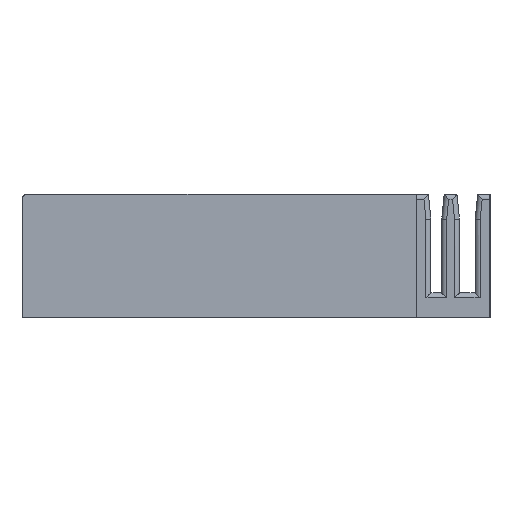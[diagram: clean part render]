
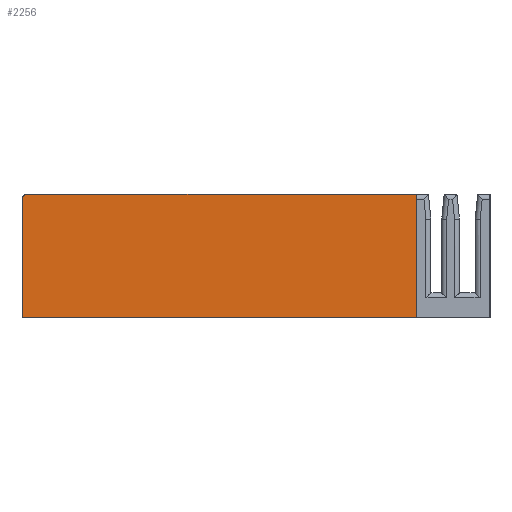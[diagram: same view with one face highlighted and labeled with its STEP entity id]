
A CAD part, left-side view. The second image highlights one B-rep face of the part: STEP entity #2256.
In plain terms, the highlighted planar face has unit normal (-1, 0, 0).
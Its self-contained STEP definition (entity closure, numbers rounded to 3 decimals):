
#1505 = VERTEX_POINT('',#1506);
#1506 = CARTESIAN_POINT('',(80.,95.,0.));
#1512 = EDGE_CURVE('',#1505,#1513,#1515,.T.);
#1513 = VERTEX_POINT('',#1514);
#1514 = CARTESIAN_POINT('',(80.,95.,24.));
#1515 = LINE('',#1516,#1517);
#1516 = CARTESIAN_POINT('',(80.,95.,0.));
#1517 = VECTOR('',#1518,1.);
#1518 = DIRECTION('',(0.,0.,1.));
#1824 = VERTEX_POINT('',#1825);
#1825 = CARTESIAN_POINT('',(80.,15.,0.));
#1831 = EDGE_CURVE('',#1824,#1505,#1832,.T.);
#1832 = LINE('',#1833,#1834);
#1833 = CARTESIAN_POINT('',(80.,15.,0.));
#1834 = VECTOR('',#1835,1.);
#1835 = DIRECTION('',(0.,1.,0.));
#1874 = VERTEX_POINT('',#1875);
#1875 = CARTESIAN_POINT('',(80.,15.,25.));
#1881 = EDGE_CURVE('',#1824,#1874,#1882,.T.);
#1882 = LINE('',#1883,#1884);
#1883 = CARTESIAN_POINT('',(80.,15.,0.));
#1884 = VECTOR('',#1885,1.);
#1885 = DIRECTION('',(0.,0.,1.));
#2144 = VERTEX_POINT('',#2145);
#2145 = CARTESIAN_POINT('',(80.,94.,25.));
#2151 = EDGE_CURVE('',#1874,#2144,#2152,.T.);
#2152 = LINE('',#2153,#2154);
#2153 = CARTESIAN_POINT('',(80.,15.,25.));
#2154 = VECTOR('',#2155,1.);
#2155 = DIRECTION('',(0.,1.,0.));
#2256 = ADVANCED_FACE('',(#2257),#2270,.T.);
#2257 = FACE_BOUND('',#2258,.T.);
#2258 = EDGE_LOOP('',(#2259,#2260,#2261,#2262,#2263));
#2259 = ORIENTED_EDGE('',*,*,#1512,.F.);
#2260 = ORIENTED_EDGE('',*,*,#1831,.F.);
#2261 = ORIENTED_EDGE('',*,*,#1881,.T.);
#2262 = ORIENTED_EDGE('',*,*,#2151,.T.);
#2263 = ORIENTED_EDGE('',*,*,#2264,.F.);
#2264 = EDGE_CURVE('',#1513,#2144,#2265,.T.);
#2265 = CIRCLE('',#2266,1.);
#2266 = AXIS2_PLACEMENT_3D('',#2267,#2268,#2269);
#2267 = CARTESIAN_POINT('',(80.,94.,24.));
#2268 = DIRECTION('',(1.,0.,-0.));
#2269 = DIRECTION('',(0.,0.,1.));
#2270 = PLANE('',#2271);
#2271 = AXIS2_PLACEMENT_3D('',#2272,#2273,#2274);
#2272 = CARTESIAN_POINT('',(80.,15.,0.));
#2273 = DIRECTION('',(-1.,0.,0.));
#2274 = DIRECTION('',(0.,1.,0.));
